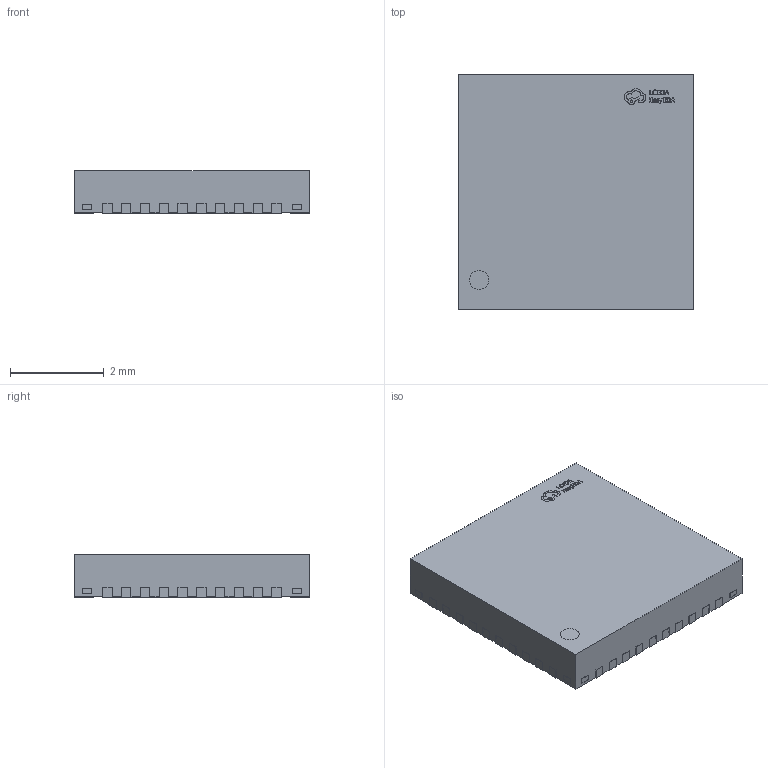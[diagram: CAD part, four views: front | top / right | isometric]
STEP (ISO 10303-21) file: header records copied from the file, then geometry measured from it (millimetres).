
FILE_DESCRIPTION (( 'STEP AP214' ), '1' );
FILE_NAME ('QFN-40_L5.0-W5.0-H0.9-P0.4-BL-EP.step', '2022-07-15T03:22:17', ( '' ), ( '' ), 'SwSTEP 2.0', 'SolidWorks 2020', '' );
FILE_SCHEMA (( 'AUTOMOTIVE_DESIGN' ));
Length unit declared in the file: millimetre
Products named in the file (1): QFN-40_L5.0-W5.0-H0.9-P0.4-BL-EP
Bounding box: 5.02 x 5.02 x 0.91 mm (x, y, z)
Volume: 22.7 mm3; surface area: 69.2 mm2
Topology: 14 solids, 14 shells, 599 faces, 1662 edges, 1108 vertices
Faces by surface type: plane 431, bspline 112, cylinder 56
Entity records: 26924 total; most frequent: CARTESIAN_POINT 5474, ORIENTED_EDGE 3324, DIRECTION 2522, EDGE_CURVE 1662, LINE 1322, VECTOR 1322, VERTEX_POINT 1108, EDGE_LOOP 628
